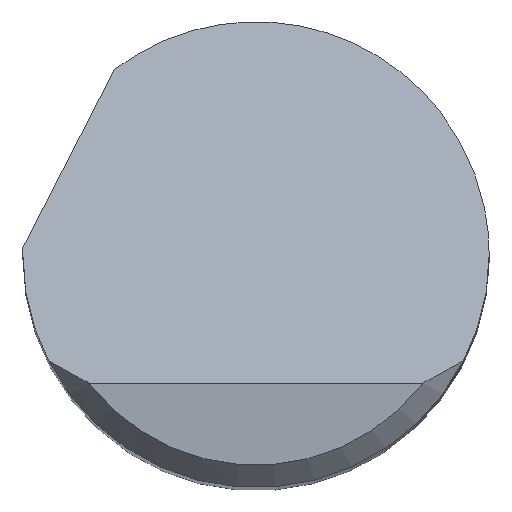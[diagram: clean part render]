
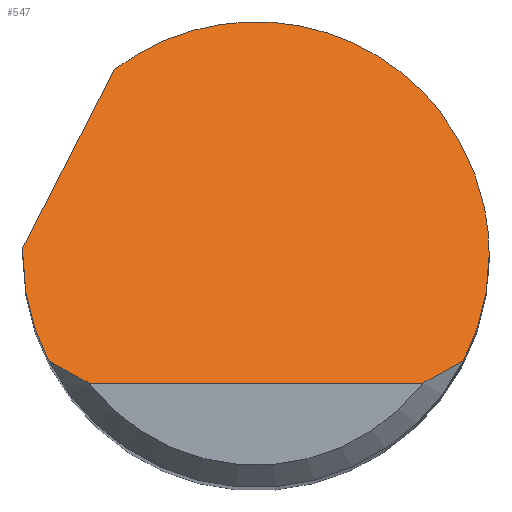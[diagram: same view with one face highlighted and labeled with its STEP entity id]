
A CAD part, top view. The second image highlights one B-rep face of the part: STEP entity #547.
In plain terms, the highlighted planar face has unit normal (0, 0.707, 0.707).
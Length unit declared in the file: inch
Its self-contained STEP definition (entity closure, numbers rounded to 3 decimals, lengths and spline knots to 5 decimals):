
#8 = EDGE_CURVE ( 'NONE', #585, #499, #75, .T. ) ;
#9 = VERTEX_POINT ( 'NONE', #338 ) ;
#16 = VERTEX_POINT ( 'NONE', #149 ) ;
#36 = AXIS2_PLACEMENT_3D ( 'NONE', #758, #645, #711 ) ;
#39 = ORIENTED_EDGE ( 'NONE', *, *, #199, .F. ) ;
#42 = VERTEX_POINT ( 'NONE', #84 ) ;
#45 = CARTESIAN_POINT ( 'NONE',  ( 0.13906, -0.07125, 2.485 ) ) ;
#48 = CARTESIAN_POINT ( 'NONE',  ( -0.13906, -0.07125, 2.485 ) ) ;
#75 =( BOUNDED_CURVE ( )  B_SPLINE_CURVE ( 3, ( #580, #457, #631, #282 ),
 .UNSPECIFIED., .F., .F. ) 
 B_SPLINE_CURVE_WITH_KNOTS ( ( 4, 4 ),
 ( 5.62792, 7.85398 ),
 .UNSPECIFIED. ) 
 CURVE ( )  GEOMETRIC_REPRESENTATION_ITEM ( )  RATIONAL_B_SPLINE_CURVE ( ( 1., 0.628, 0.628, 1. ) ) 
 REPRESENTATION_ITEM ( '' )  );
#79 =( BOUNDED_CURVE ( )  B_SPLINE_CURVE ( 3, ( #545, #666, #549, #310 ),
 .UNSPECIFIED., .F., .F. ) 
 B_SPLINE_CURVE_WITH_KNOTS ( ( 4, 4 ),
 ( 4.71239, 4.74439 ),
 .UNSPECIFIED. ) 
 CURVE ( )  GEOMETRIC_REPRESENTATION_ITEM ( )  RATIONAL_B_SPLINE_CURVE ( ( 1., 1., 1., 1. ) ) 
 REPRESENTATION_ITEM ( '' )  );
#81 = LINE ( 'NONE', #187, #293 ) ;
#84 = CARTESIAN_POINT ( 'NONE',  ( -0.15617, 0.005, 2.40875 ) ) ;
#96 = EDGE_CURVE ( 'NONE', #407, #98, #396, .T. ) ;
#97 = CARTESIAN_POINT ( 'NONE',  ( -0.13906, -0.07125, 2.485 ) ) ;
#98 = VERTEX_POINT ( 'NONE', #757 ) ;
#125 = LINE ( 'NONE', #611, #568 ) ;
#139 = CARTESIAN_POINT ( 'NONE',  ( -0.13906, -0.07125, 2.485 ) ) ;
#149 = CARTESIAN_POINT ( 'NONE',  ( -0.11186, -0.08625, 2.5 ) ) ;
#163 = CARTESIAN_POINT ( 'NONE',  ( 0.11186, -0.08625, 2.5 ) ) ;
#175 = ORIENTED_EDGE ( 'NONE', *, *, #96, .F. ) ;
#187 = CARTESIAN_POINT ( 'NONE',  ( -0.19753, -0.07567, 2.48942 ) ) ;
#197 = CARTESIAN_POINT ( 'NONE',  ( 0.13906, -0.07125, 2.485 ) ) ;
#199 = EDGE_CURVE ( 'NONE', #499, #715, #502, .T. ) ;
#206 = CARTESIAN_POINT ( 'NONE',  ( 0.15625, 0., 2.41375 ) ) ;
#214 = ORIENTED_EDGE ( 'NONE', *, *, #747, .F. ) ;
#224 = CARTESIAN_POINT ( 'NONE',  ( -0.11186, -0.08625, 2.5 ) ) ;
#228 = FACE_OUTER_BOUND ( 'NONE', #436, .T. ) ;
#280 = EDGE_CURVE ( 'NONE', #16, #9, #125, .T. ) ;
#282 = CARTESIAN_POINT ( 'NONE',  ( 0.15625, 0., 2.41375 ) ) ;
#288 = CARTESIAN_POINT ( 'NONE',  ( -0.09521, 0.12389, 2.28986 ) ) ;
#292 = CARTESIAN_POINT ( 'NONE',  ( -0.15625, -0.02489, 2.43864 ) ) ;
#293 = VECTOR ( 'NONE', #558, 39.37008 ) ;
#309 = B_SPLINE_CURVE_WITH_KNOTS ( 'NONE', 3,
 ( #163, #592, #397, #45 ),
 .UNSPECIFIED., .F., .F.,
 ( 4, 4 ),
 ( 0., 0.00088 ),
 .UNSPECIFIED. ) ;
#310 = CARTESIAN_POINT ( 'NONE',  ( -0.15617, 0.005, 2.40875 ) ) ;
#311 = ORIENTED_EDGE ( 'NONE', *, *, #564, .T. ) ;
#325 = CARTESIAN_POINT ( 'NONE',  ( 0.15625, 0., 2.41375 ) ) ;
#329 = ORIENTED_EDGE ( 'NONE', *, *, #404, .F. ) ;
#338 = CARTESIAN_POINT ( 'NONE',  ( 0.11186, -0.08625, 2.5 ) ) ;
#393 = PLANE ( 'NONE',  #36 ) ;
#396 =( BOUNDED_CURVE ( )  B_SPLINE_CURVE ( 3, ( #48, #465, #292, #587 ),
 .UNSPECIFIED., .F., .T. ) 
 B_SPLINE_CURVE_WITH_KNOTS ( ( 4, 4 ),
 ( 4.23889, 4.71239 ),
 .UNSPECIFIED. ) 
 CURVE ( )  GEOMETRIC_REPRESENTATION_ITEM ( )  RATIONAL_B_SPLINE_CURVE ( ( 1., 0.981, 0.981, 1. ) ) 
 REPRESENTATION_ITEM ( '' )  );
#397 = CARTESIAN_POINT ( 'NONE',  ( 0.13035, -0.07657, 2.49032 ) ) ;
#404 = EDGE_CURVE ( 'NONE', #42, #585, #81, .T. ) ;
#407 = VERTEX_POINT ( 'NONE', #139 ) ;
#414 = ORIENTED_EDGE ( 'NONE', *, *, #8, .F. ) ;
#436 = EDGE_LOOP ( 'NONE', ( #601, #496, #39, #414, #329, #214, #175, #311 ) ) ;
#457 = CARTESIAN_POINT ( 'NONE',  ( 0.02277, 0.21456, 2.19919 ) ) ;
#465 = CARTESIAN_POINT ( 'NONE',  ( -0.15041, -0.04909, 2.46284 ) ) ;
#486 = CARTESIAN_POINT ( 'NONE',  ( 0.13906, -0.07125, 2.485 ) ) ;
#488 = DIRECTION ( 'NONE',  ( 1., 0., 0. ) ) ;
#496 = ORIENTED_EDGE ( 'NONE', *, *, #533, .T. ) ;
#499 = VERTEX_POINT ( 'NONE', #206 ) ;
#502 =( BOUNDED_CURVE ( )  B_SPLINE_CURVE ( 3, ( #325, #726, #731, #486 ),
 .UNSPECIFIED., .F., .T. ) 
 B_SPLINE_CURVE_WITH_KNOTS ( ( 4, 4 ),
 ( 1.5708, 2.04429 ),
 .UNSPECIFIED. ) 
 CURVE ( )  GEOMETRIC_REPRESENTATION_ITEM ( )  RATIONAL_B_SPLINE_CURVE ( ( 1., 0.981, 0.981, 1. ) ) 
 REPRESENTATION_ITEM ( '' )  );
#533 = EDGE_CURVE ( 'NONE', #9, #715, #309, .T. ) ;
#545 = CARTESIAN_POINT ( 'NONE',  ( -0.15625, 0., 2.41375 ) ) ;
#547 = ADVANCED_FACE ( 'NONE', ( #228 ), #393, .F. ) ;
#549 = CARTESIAN_POINT ( 'NONE',  ( -0.15622, 0.00333, 2.41042 ) ) ;
#558 = DIRECTION ( 'NONE',  ( 0.341, 0.665, -0.665 ) ) ;
#564 = EDGE_CURVE ( 'NONE', #407, #16, #664, .T. ) ;
#568 = VECTOR ( 'NONE', #488, 39.37008 ) ;
#580 = CARTESIAN_POINT ( 'NONE',  ( -0.09521, 0.12389, 2.28986 ) ) ;
#584 = CARTESIAN_POINT ( 'NONE',  ( -0.12131, -0.0816, 2.49535 ) ) ;
#585 = VERTEX_POINT ( 'NONE', #288 ) ;
#587 = CARTESIAN_POINT ( 'NONE',  ( -0.15625, 0., 2.41375 ) ) ;
#592 = CARTESIAN_POINT ( 'NONE',  ( 0.12131, -0.0816, 2.49535 ) ) ;
#601 = ORIENTED_EDGE ( 'NONE', *, *, #280, .T. ) ;
#611 = CARTESIAN_POINT ( 'NONE',  ( 0., -0.08625, 2.5 ) ) ;
#631 = CARTESIAN_POINT ( 'NONE',  ( 0.15625, 0.1488, 2.26495 ) ) ;
#640 = CARTESIAN_POINT ( 'NONE',  ( -0.13035, -0.07657, 2.49032 ) ) ;
#645 = DIRECTION ( 'NONE',  ( 0., -0.707, -0.707 ) ) ;
#664 = B_SPLINE_CURVE_WITH_KNOTS ( 'NONE', 3,
 ( #97, #640, #584, #224 ),
 .UNSPECIFIED., .F., .F.,
 ( 4, 4 ),
 ( 0., 0.00088 ),
 .UNSPECIFIED. ) ;
#666 = CARTESIAN_POINT ( 'NONE',  ( -0.15625, 0.00167, 2.41208 ) ) ;
#711 = DIRECTION ( 'NONE',  ( 0., 0.707, -0.707 ) ) ;
#715 = VERTEX_POINT ( 'NONE', #197 ) ;
#726 = CARTESIAN_POINT ( 'NONE',  ( 0.15625, -0.02489, 2.43864 ) ) ;
#731 = CARTESIAN_POINT ( 'NONE',  ( 0.15041, -0.04909, 2.46284 ) ) ;
#747 = EDGE_CURVE ( 'NONE', #98, #42, #79, .T. ) ;
#757 = CARTESIAN_POINT ( 'NONE',  ( -0.15625, 0., 2.41375 ) ) ;
#758 = CARTESIAN_POINT ( 'NONE',  ( -0.15625, -0.08625, 2.5 ) ) ;
